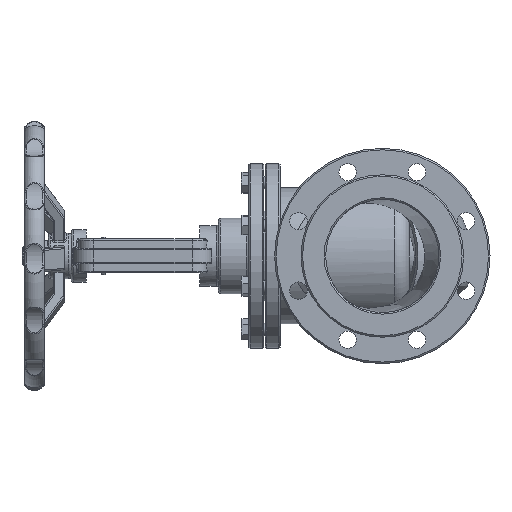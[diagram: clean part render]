
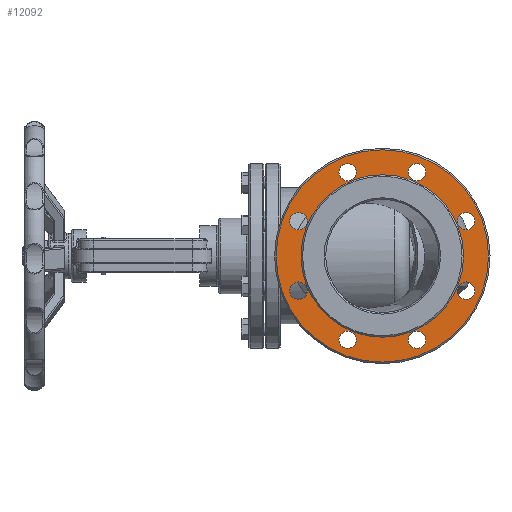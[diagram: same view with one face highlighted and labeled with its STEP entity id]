
A CAD part, left-side view. The second image highlights one B-rep face of the part: STEP entity #12092.
In plain terms, the highlighted planar face has unit normal (-1, 0, 0).
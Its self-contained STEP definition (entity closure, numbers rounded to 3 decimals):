
#1566=FACE_BOUND('',#3007,.T.);
#1567=FACE_BOUND('',#3008,.T.);
#1568=FACE_BOUND('',#3009,.T.);
#1569=FACE_BOUND('',#3010,.T.);
#1570=FACE_BOUND('',#3011,.T.);
#1571=FACE_BOUND('',#3012,.T.);
#1572=FACE_BOUND('',#3013,.T.);
#1573=FACE_BOUND('',#3014,.T.);
#1574=FACE_BOUND('',#3015,.T.);
#1691=PLANE('',#13159);
#2192=FACE_OUTER_BOUND('',#3006,.T.);
#3006=EDGE_LOOP('',(#9091));
#3007=EDGE_LOOP('',(#9092));
#3008=EDGE_LOOP('',(#9093));
#3009=EDGE_LOOP('',(#9094));
#3010=EDGE_LOOP('',(#9095));
#3011=EDGE_LOOP('',(#9096));
#3012=EDGE_LOOP('',(#9097));
#3013=EDGE_LOOP('',(#9098));
#3014=EDGE_LOOP('',(#9099));
#3015=EDGE_LOOP('',(#9100));
#3770=CIRCLE('',#13158,140.5);
#3771=CIRCLE('',#13160,107.5);
#3772=CIRCLE('',#13161,11.5);
#3773=CIRCLE('',#13162,11.5);
#3774=CIRCLE('',#13163,11.5);
#3775=CIRCLE('',#13164,11.5);
#3776=CIRCLE('',#13165,11.5);
#3777=CIRCLE('',#13166,11.5);
#3778=CIRCLE('',#13167,11.5);
#3779=CIRCLE('',#13168,11.5);
#5189=VERTEX_POINT('',#24638);
#5190=VERTEX_POINT('',#24642);
#5191=VERTEX_POINT('',#24644);
#5192=VERTEX_POINT('',#24646);
#5193=VERTEX_POINT('',#24648);
#5194=VERTEX_POINT('',#24650);
#5195=VERTEX_POINT('',#24652);
#5196=VERTEX_POINT('',#24654);
#5197=VERTEX_POINT('',#24656);
#5198=VERTEX_POINT('',#24658);
#6523=EDGE_CURVE('',#5189,#5189,#3770,.T.);
#6524=EDGE_CURVE('',#5190,#5190,#3771,.T.);
#6525=EDGE_CURVE('',#5191,#5191,#3772,.T.);
#6526=EDGE_CURVE('',#5192,#5192,#3773,.T.);
#6527=EDGE_CURVE('',#5193,#5193,#3774,.T.);
#6528=EDGE_CURVE('',#5194,#5194,#3775,.T.);
#6529=EDGE_CURVE('',#5195,#5195,#3776,.T.);
#6530=EDGE_CURVE('',#5196,#5196,#3777,.T.);
#6531=EDGE_CURVE('',#5197,#5197,#3778,.T.);
#6532=EDGE_CURVE('',#5198,#5198,#3779,.T.);
#9091=ORIENTED_EDGE('',*,*,#6523,.F.);
#9092=ORIENTED_EDGE('',*,*,#6524,.F.);
#9093=ORIENTED_EDGE('',*,*,#6525,.F.);
#9094=ORIENTED_EDGE('',*,*,#6526,.F.);
#9095=ORIENTED_EDGE('',*,*,#6527,.F.);
#9096=ORIENTED_EDGE('',*,*,#6528,.F.);
#9097=ORIENTED_EDGE('',*,*,#6529,.F.);
#9098=ORIENTED_EDGE('',*,*,#6530,.F.);
#9099=ORIENTED_EDGE('',*,*,#6531,.F.);
#9100=ORIENTED_EDGE('',*,*,#6532,.F.);
#12092=ADVANCED_FACE('',(#2192,#1566,#1567,#1568,#1569,#1570,#1571,#1572,
#1573,#1574),#1691,.F.);
#13158=AXIS2_PLACEMENT_3D('',#24640,#15515,#15516);
#13159=AXIS2_PLACEMENT_3D('',#24641,#15517,#15518);
#13160=AXIS2_PLACEMENT_3D('',#24643,#15519,#15520);
#13161=AXIS2_PLACEMENT_3D('',#24645,#15521,#15522);
#13162=AXIS2_PLACEMENT_3D('',#24647,#15523,#15524);
#13163=AXIS2_PLACEMENT_3D('',#24649,#15525,#15526);
#13164=AXIS2_PLACEMENT_3D('',#24651,#15527,#15528);
#13165=AXIS2_PLACEMENT_3D('',#24653,#15529,#15530);
#13166=AXIS2_PLACEMENT_3D('',#24655,#15531,#15532);
#13167=AXIS2_PLACEMENT_3D('',#24657,#15533,#15534);
#13168=AXIS2_PLACEMENT_3D('',#24659,#15535,#15536);
#15515=DIRECTION('center_axis',(1.,0.,0.));
#15516=DIRECTION('ref_axis',(0.,0.,1.));
#15517=DIRECTION('center_axis',(1.,0.,0.));
#15518=DIRECTION('ref_axis',(0.,0.,-1.));
#15519=DIRECTION('center_axis',(-1.,0.,0.));
#15520=DIRECTION('ref_axis',(0.,-1.,0.));
#15521=DIRECTION('center_axis',(-1.,0.,0.));
#15522=DIRECTION('ref_axis',(0.,0.,1.));
#15523=DIRECTION('center_axis',(-1.,0.,0.));
#15524=DIRECTION('ref_axis',(0.,0.,1.));
#15525=DIRECTION('center_axis',(-1.,0.,0.));
#15526=DIRECTION('ref_axis',(0.,0.,1.));
#15527=DIRECTION('center_axis',(-1.,0.,0.));
#15528=DIRECTION('ref_axis',(0.,0.,1.));
#15529=DIRECTION('center_axis',(-1.,0.,0.));
#15530=DIRECTION('ref_axis',(0.,0.,1.));
#15531=DIRECTION('center_axis',(-1.,0.,0.));
#15532=DIRECTION('ref_axis',(0.,0.,1.));
#15533=DIRECTION('center_axis',(-1.,0.,0.));
#15534=DIRECTION('ref_axis',(0.,0.,1.));
#15535=DIRECTION('center_axis',(-1.,0.,0.));
#15536=DIRECTION('ref_axis',(0.,0.,1.));
#24638=CARTESIAN_POINT('',(2.,0.,-140.5));
#24640=CARTESIAN_POINT('Origin',(2.,0.,0.));
#24641=CARTESIAN_POINT('Origin',(2.,0.,0.));
#24642=CARTESIAN_POINT('',(2.,107.5,0.));
#24643=CARTESIAN_POINT('Origin',(2.,0.,0.));
#24644=CARTESIAN_POINT('',(2.,-110.866,-57.422));
#24645=CARTESIAN_POINT('Origin',(2.,-110.866,-45.922));
#24646=CARTESIAN_POINT('',(2.,-110.866,34.422));
#24647=CARTESIAN_POINT('Origin',(2.,-110.866,45.922));
#24648=CARTESIAN_POINT('',(2.,-45.922,99.366));
#24649=CARTESIAN_POINT('Origin',(2.,-45.922,110.866));
#24650=CARTESIAN_POINT('',(2.,45.922,99.366));
#24651=CARTESIAN_POINT('Origin',(2.,45.922,110.866));
#24652=CARTESIAN_POINT('',(2.,110.866,34.422));
#24653=CARTESIAN_POINT('Origin',(2.,110.866,45.922));
#24654=CARTESIAN_POINT('',(2.,110.866,-57.422));
#24655=CARTESIAN_POINT('Origin',(2.,110.866,-45.922));
#24656=CARTESIAN_POINT('',(2.,45.922,-122.366));
#24657=CARTESIAN_POINT('Origin',(2.,45.922,-110.866));
#24658=CARTESIAN_POINT('',(2.,-45.922,-122.366));
#24659=CARTESIAN_POINT('Origin',(2.,-45.922,-110.866));
